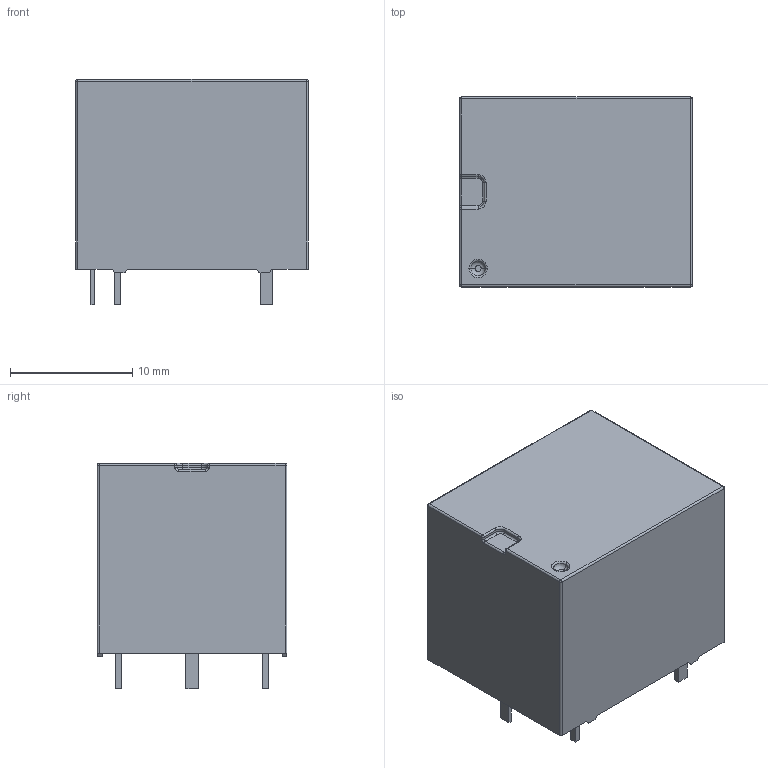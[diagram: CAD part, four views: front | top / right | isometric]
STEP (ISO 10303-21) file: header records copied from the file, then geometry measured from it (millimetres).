
FILE_DESCRIPTION (( 'STEP AP214' ), '1' );
FILE_NAME ('RELAY-TH_L19.2-W15.6-H15.8-A.step', '2022-07-09T13:44:32', ( '' ), ( '' ), 'SwSTEP 2.0', 'SolidWorks 2020', '' );
FILE_SCHEMA (( 'AUTOMOTIVE_DESIGN' ));
Length unit declared in the file: millimetre
Products named in the file (1): RELAY-TH_L19.2-W15.6-H15.8-A
Bounding box: 19 x 15.51 x 18.4 mm (x, y, z)
Volume: 4432.3 mm3; surface area: 1721.2 mm2
Topology: 1 solids, 1 shells, 378 faces, 1009 edges, 658 vertices
Faces by surface type: plane 222, bspline 112, cylinder 28, torus 10, sphere 6
Entity records: 17007 total; most frequent: CARTESIAN_POINT 4144, ORIENTED_EDGE 2006, DIRECTION 1381, EDGE_CURVE 1003, VECTOR 703, LINE 703, VERTEX_POINT 658, EDGE_LOOP 409
